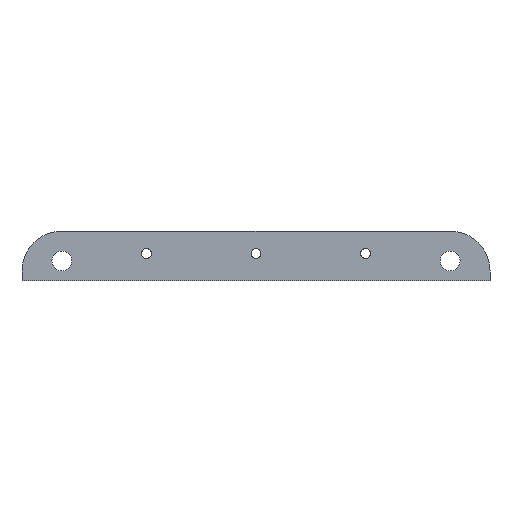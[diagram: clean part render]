
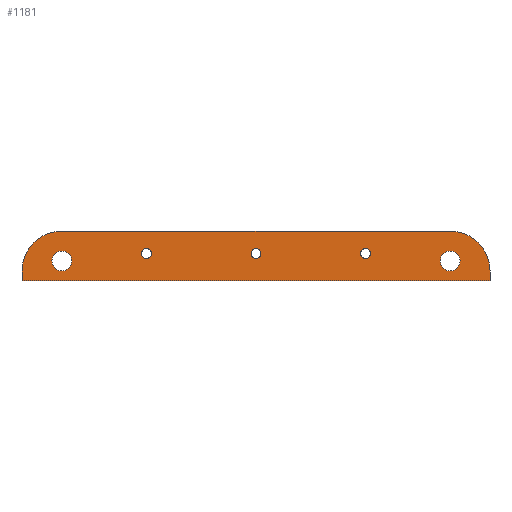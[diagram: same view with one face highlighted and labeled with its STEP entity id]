
A CAD part, front view. The second image highlights one B-rep face of the part: STEP entity #1181.
In plain terms, the highlighted planar face has unit normal (0, -1, 0).
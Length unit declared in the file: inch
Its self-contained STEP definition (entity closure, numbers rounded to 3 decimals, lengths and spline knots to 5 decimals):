
#10 = EDGE_LOOP ( 'NONE', ( #1282, #1285 ) ) ;
#30 = DIRECTION ( 'NONE',  ( 0., -1., 0. ) ) ;
#43 = VERTEX_POINT ( 'NONE', #1115 ) ;
#51 = LINE ( 'NONE', #774, #1247 ) ;
#73 = EDGE_LOOP ( 'NONE', ( #1075, #1046 ) ) ;
#81 = EDGE_CURVE ( 'NONE', #1029, #242, #749, .T. ) ;
#105 = CARTESIAN_POINT ( 'NONE',  ( -22.09944, 0., 0.75 ) ) ;
#118 = DIRECTION ( 'NONE',  ( -1., 0., 0. ) ) ;
#128 = CARTESIAN_POINT ( 'NONE',  ( 0., 0., 0. ) ) ;
#143 = CARTESIAN_POINT ( 'NONE',  ( -17.22444, 0., 0.6875 ) ) ;
#157 = AXIS2_PLACEMENT_3D ( 'NONE', #320, #739, #856 ) ;
#162 = DIRECTION ( 'NONE',  ( 0., 0., -1. ) ) ;
#178 = ORIENTED_EDGE ( 'NONE', *, *, #706, .T. ) ;
#195 = EDGE_CURVE ( 'NONE', #736, #1153, #600, .T. ) ;
#198 = DIRECTION ( 'NONE',  ( 0., 0., -1. ) ) ;
#205 = CARTESIAN_POINT ( 'NONE',  ( -12.34944, 0., 0.75 ) ) ;
#217 = DIRECTION ( 'NONE',  ( 0., 0., -1. ) ) ;
#222 = ORIENTED_EDGE ( 'NONE', *, *, #427, .F. ) ;
#233 = EDGE_LOOP ( 'NONE', ( #398, #1142 ) ) ;
#242 = VERTEX_POINT ( 'NONE', #1054 ) ;
#254 = VECTOR ( 'NONE', #118, 39.37008 ) ;
#258 = DIRECTION ( 'NONE',  ( 0., 0., -1. ) ) ;
#264 = VERTEX_POINT ( 'NONE', #742 ) ;
#278 = EDGE_CURVE ( 'NONE', #825, #1192, #1070, .T. ) ;
#287 = DIRECTION ( 'NONE',  ( 0., -1., 0. ) ) ;
#290 = EDGE_LOOP ( 'NONE', ( #836, #1123 ) ) ;
#298 = CARTESIAN_POINT ( 'NONE',  ( 0., 0., 1.25 ) ) ;
#302 = EDGE_CURVE ( 'NONE', #679, #350, #545, .T. ) ;
#303 = DIRECTION ( 'NONE',  ( 0., 0., -1. ) ) ;
#304 = FACE_BOUND ( 'NONE', #290, .T. ) ;
#319 = AXIS2_PLACEMENT_3D ( 'NONE', #1137, #30, #217 ) ;
#320 = CARTESIAN_POINT ( 'NONE',  ( -12.34944, 0., 0.25 ) ) ;
#350 = VERTEX_POINT ( 'NONE', #450 ) ;
#352 = DIRECTION ( 'NONE',  ( 0., 0., -1. ) ) ;
#358 = DIRECTION ( 'NONE',  ( 0., -1., 0. ) ) ;
#359 = VERTEX_POINT ( 'NONE', #1069 ) ;
#381 = EDGE_CURVE ( 'NONE', #242, #1029, #1267, .T. ) ;
#383 = ORIENTED_EDGE ( 'NONE', *, *, #763, .F. ) ;
#388 = CIRCLE ( 'NONE', #558, 0.125 ) ;
#398 = ORIENTED_EDGE ( 'NONE', *, *, #1156, .F. ) ;
#406 = AXIS2_PLACEMENT_3D ( 'NONE', #779, #1189, #258 ) ;
#411 = EDGE_CURVE ( 'NONE', #424, #972, #460, .T. ) ;
#412 = CARTESIAN_POINT ( 'NONE',  ( -11.34944, 0., 0. ) ) ;
#424 = VERTEX_POINT ( 'NONE', #1273 ) ;
#427 = EDGE_CURVE ( 'NONE', #897, #1203, #51, .T. ) ;
#436 = EDGE_CURVE ( 'NONE', #350, #359, #542, .T. ) ;
#445 = ORIENTED_EDGE ( 'NONE', *, *, #1239, .T. ) ;
#448 = CARTESIAN_POINT ( 'NONE',  ( -22.09944, 0., 0.25 ) ) ;
#450 = CARTESIAN_POINT ( 'NONE',  ( -23.09944, 0., 0.25 ) ) ;
#455 = CARTESIAN_POINT ( 'NONE',  ( -19.97444, 0., 0.6875 ) ) ;
#460 = CIRCLE ( 'NONE', #811, 0.125 ) ;
#466 = EDGE_LOOP ( 'NONE', ( #1321, #475 ) ) ;
#475 = ORIENTED_EDGE ( 'NONE', *, *, #1264, .F. ) ;
#482 = EDGE_LOOP ( 'NONE', ( #222, #445, #178, #521, #612, #383 ) ) ;
#496 = CARTESIAN_POINT ( 'NONE',  ( -19.97444, 0., 0.5625 ) ) ;
#506 = FACE_OUTER_BOUND ( 'NONE', #482, .T. ) ;
#513 = DIRECTION ( 'NONE',  ( 0., -1., 0. ) ) ;
#521 = ORIENTED_EDGE ( 'NONE', *, *, #302, .T. ) ;
#523 = CARTESIAN_POINT ( 'NONE',  ( -22.09944, 0., 0.5 ) ) ;
#537 = DIRECTION ( 'NONE',  ( 0., 0., -1. ) ) ;
#539 = DIRECTION ( 'NONE',  ( 0., -1., 0. ) ) ;
#542 = LINE ( 'NONE', #684, #769 ) ;
#545 = CIRCLE ( 'NONE', #1009, 1. ) ;
#553 = CIRCLE ( 'NONE', #650, 0.125 ) ;
#558 = AXIS2_PLACEMENT_3D ( 'NONE', #722, #513, #613 ) ;
#560 = DIRECTION ( 'NONE',  ( 0., -1., 0. ) ) ;
#573 = AXIS2_PLACEMENT_3D ( 'NONE', #748, #1261, #936 ) ;
#584 = CARTESIAN_POINT ( 'NONE',  ( -14.47444, 0., 0.6875 ) ) ;
#594 = CARTESIAN_POINT ( 'NONE',  ( -17.22444, 0., 0.8125 ) ) ;
#600 = CIRCLE ( 'NONE', #573, 0.25 ) ;
#612 = ORIENTED_EDGE ( 'NONE', *, *, #436, .T. ) ;
#613 = DIRECTION ( 'NONE',  ( 0., 0., -1. ) ) ;
#615 = DIRECTION ( 'NONE',  ( -1., 0., 0. ) ) ;
#617 = FACE_BOUND ( 'NONE', #73, .T. ) ;
#619 = CARTESIAN_POINT ( 'NONE',  ( -22.09944, 0., 1.25 ) ) ;
#620 = DIRECTION ( 'NONE',  ( 0., -1., 0. ) ) ;
#630 = FACE_BOUND ( 'NONE', #466, .T. ) ;
#639 = DIRECTION ( 'NONE',  ( 0., 0., -1. ) ) ;
#641 = EDGE_CURVE ( 'NONE', #264, #43, #553, .T. ) ;
#650 = AXIS2_PLACEMENT_3D ( 'NONE', #584, #287, #892 ) ;
#677 = AXIS2_PLACEMENT_3D ( 'NONE', #764, #539, #352 ) ;
#679 = VERTEX_POINT ( 'NONE', #619 ) ;
#684 = CARTESIAN_POINT ( 'NONE',  ( -23.09944, 0., 1.25 ) ) ;
#706 = EDGE_CURVE ( 'NONE', #1052, #679, #830, .T. ) ;
#716 = FACE_BOUND ( 'NONE', #10, .T. ) ;
#722 = CARTESIAN_POINT ( 'NONE',  ( -19.97444, 0., 0.6875 ) ) ;
#736 = VERTEX_POINT ( 'NONE', #205 ) ;
#738 = EDGE_CURVE ( 'NONE', #1153, #736, #994, .T. ) ;
#739 = DIRECTION ( 'NONE',  ( 0., -1., 0. ) ) ;
#742 = CARTESIAN_POINT ( 'NONE',  ( -14.47444, 0., 0.5625 ) ) ;
#748 = CARTESIAN_POINT ( 'NONE',  ( -12.34944, 0., 0.5 ) ) ;
#749 = CIRCLE ( 'NONE', #1094, 0.125 ) ;
#763 = EDGE_CURVE ( 'NONE', #1203, #359, #1260, .T. ) ;
#764 = CARTESIAN_POINT ( 'NONE',  ( -22.09944, 0., 0.5 ) ) ;
#769 = VECTOR ( 'NONE', #162, 39.37008 ) ;
#774 = CARTESIAN_POINT ( 'NONE',  ( -11.34944, 0., 1.25 ) ) ;
#779 = CARTESIAN_POINT ( 'NONE',  ( -14.47444, 0., 0.6875 ) ) ;
#793 = DIRECTION ( 'NONE',  ( 0., -1., 0. ) ) ;
#798 = VECTOR ( 'NONE', #615, 39.37008 ) ;
#811 = AXIS2_PLACEMENT_3D ( 'NONE', #455, #560, #1063 ) ;
#824 = FACE_BOUND ( 'NONE', #233, .T. ) ;
#825 = VERTEX_POINT ( 'NONE', #448 ) ;
#830 = LINE ( 'NONE', #1041, #798 ) ;
#836 = ORIENTED_EDGE ( 'NONE', *, *, #738, .F. ) ;
#856 = DIRECTION ( 'NONE',  ( 0., 0., -1. ) ) ;
#872 = CARTESIAN_POINT ( 'NONE',  ( -11.34944, 0., 0.25 ) ) ;
#892 = DIRECTION ( 'NONE',  ( 0., 0., -1. ) ) ;
#897 = VERTEX_POINT ( 'NONE', #872 ) ;
#933 = PLANE ( 'NONE',  #1274 ) ;
#936 = DIRECTION ( 'NONE',  ( 0., 0., -1. ) ) ;
#972 = VERTEX_POINT ( 'NONE', #496 ) ;
#994 = CIRCLE ( 'NONE', #319, 0.25 ) ;
#1009 = AXIS2_PLACEMENT_3D ( 'NONE', #1048, #1240, #303 ) ;
#1019 = CIRCLE ( 'NONE', #406, 0.125 ) ;
#1029 = VERTEX_POINT ( 'NONE', #594 ) ;
#1041 = CARTESIAN_POINT ( 'NONE',  ( 0., 0., 1.25 ) ) ;
#1046 = ORIENTED_EDGE ( 'NONE', *, *, #1104, .F. ) ;
#1048 = CARTESIAN_POINT ( 'NONE',  ( -22.09944, 0., 0.25 ) ) ;
#1052 = VERTEX_POINT ( 'NONE', #1100 ) ;
#1054 = CARTESIAN_POINT ( 'NONE',  ( -17.22444, 0., 0.5625 ) ) ;
#1063 = DIRECTION ( 'NONE',  ( 0., 0., -1. ) ) ;
#1069 = CARTESIAN_POINT ( 'NONE',  ( -23.09944, 0., 0. ) ) ;
#1070 = CIRCLE ( 'NONE', #1098, 0.25 ) ;
#1075 = ORIENTED_EDGE ( 'NONE', *, *, #641, .F. ) ;
#1093 = DIRECTION ( 'NONE',  ( 0., 0., -1. ) ) ;
#1094 = AXIS2_PLACEMENT_3D ( 'NONE', #1314, #793, #1128 ) ;
#1098 = AXIS2_PLACEMENT_3D ( 'NONE', #523, #620, #639 ) ;
#1100 = CARTESIAN_POINT ( 'NONE',  ( -12.34944, 0., 1.25 ) ) ;
#1104 = EDGE_CURVE ( 'NONE', #43, #264, #1019, .T. ) ;
#1115 = CARTESIAN_POINT ( 'NONE',  ( -14.47444, 0., 0.8125 ) ) ;
#1123 = ORIENTED_EDGE ( 'NONE', *, *, #195, .F. ) ;
#1124 = DIRECTION ( 'NONE',  ( 0., -1., 0. ) ) ;
#1128 = DIRECTION ( 'NONE',  ( 0., 0., -1. ) ) ;
#1137 = CARTESIAN_POINT ( 'NONE',  ( -12.34944, 0., 0.5 ) ) ;
#1142 = ORIENTED_EDGE ( 'NONE', *, *, #411, .F. ) ;
#1146 = CARTESIAN_POINT ( 'NONE',  ( -12.34944, 0., 0.25 ) ) ;
#1153 = VERTEX_POINT ( 'NONE', #1146 ) ;
#1156 = EDGE_CURVE ( 'NONE', #972, #424, #388, .T. ) ;
#1163 = CIRCLE ( 'NONE', #157, 1. ) ;
#1181 = ADVANCED_FACE ( 'NONE', ( #824, #716, #617, #630, #304, #506 ), #933, .T. ) ;
#1189 = DIRECTION ( 'NONE',  ( 0., -1., 0. ) ) ;
#1192 = VERTEX_POINT ( 'NONE', #105 ) ;
#1203 = VERTEX_POINT ( 'NONE', #412 ) ;
#1239 = EDGE_CURVE ( 'NONE', #897, #1052, #1163, .T. ) ;
#1240 = DIRECTION ( 'NONE',  ( 0., -1., 0. ) ) ;
#1247 = VECTOR ( 'NONE', #537, 39.37008 ) ;
#1255 = CIRCLE ( 'NONE', #677, 0.25 ) ;
#1260 = LINE ( 'NONE', #128, #254 ) ;
#1261 = DIRECTION ( 'NONE',  ( 0., -1., 0. ) ) ;
#1264 = EDGE_CURVE ( 'NONE', #1192, #825, #1255, .T. ) ;
#1267 = CIRCLE ( 'NONE', #1288, 0.125 ) ;
#1273 = CARTESIAN_POINT ( 'NONE',  ( -19.97444, 0., 0.8125 ) ) ;
#1274 = AXIS2_PLACEMENT_3D ( 'NONE', #298, #1124, #198 ) ;
#1282 = ORIENTED_EDGE ( 'NONE', *, *, #381, .F. ) ;
#1285 = ORIENTED_EDGE ( 'NONE', *, *, #81, .F. ) ;
#1288 = AXIS2_PLACEMENT_3D ( 'NONE', #143, #358, #1093 ) ;
#1314 = CARTESIAN_POINT ( 'NONE',  ( -17.22444, 0., 0.6875 ) ) ;
#1321 = ORIENTED_EDGE ( 'NONE', *, *, #278, .F. ) ;
